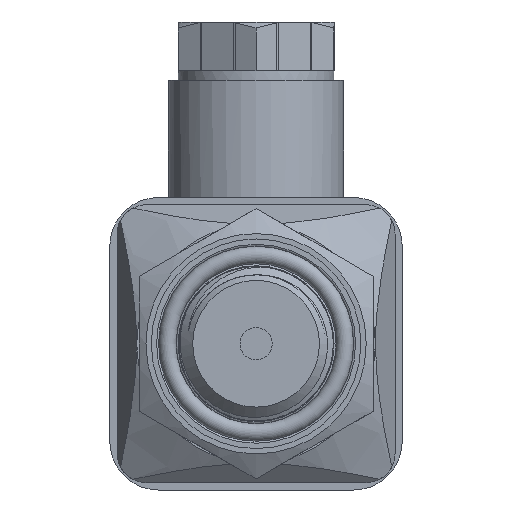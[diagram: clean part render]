
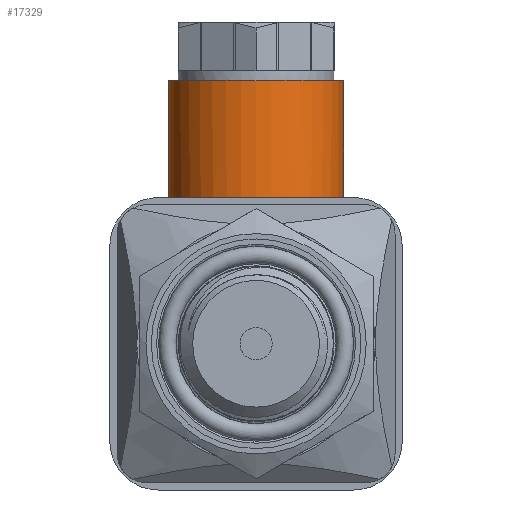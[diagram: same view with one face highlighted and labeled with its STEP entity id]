
A CAD part, left-side view. The second image highlights one B-rep face of the part: STEP entity #17329.
In plain terms, the highlighted cylindrical face has radius 9 mm (diameter 18 mm), a full revolution.
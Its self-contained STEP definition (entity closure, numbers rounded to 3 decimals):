
#1970=FACE_OUTER_BOUND('',#3031,.T.);
#3031=EDGE_LOOP('',(#16121,#16122,#16123,#16124,#16125,#16126,#16127));
#3411=CIRCLE('',#18464,9.);
#3412=CIRCLE('',#18465,9.);
#3437=CIRCLE('',#18546,9.);
#3977=B_SPLINE_CURVE_WITH_KNOTS('',3,(#47520,#47521,#47522,#47523,#47524,
#47525,#47526,#47527,#47528,#47529),.UNSPECIFIED.,.F.,.F.,(4,2,1,1,1,1,
4),(-0.002,0.,0.204,0.408,0.611,
0.815,1.019),.UNSPECIFIED.);
#3978=B_SPLINE_CURVE_WITH_KNOTS('',3,(#47598,#47599,#47600,#47601,#47602,
#47603,#47604,#47605,#47606,#47607,#47608,#47609),.UNSPECIFIED.,.F.,.F.,
(4,1,1,1,1,1,1,2,4),(0.,0.204,0.306,
0.408,0.509,0.611,0.815,
1.019,1.02),.UNSPECIFIED.);
#5491=LINE('',#47937,#7022);
#7022=VECTOR('',#22271,9.);
#8319=VERTEX_POINT('',#45001);
#8580=VERTEX_POINT('',#47518);
#8581=VERTEX_POINT('',#47531);
#8583=VERTEX_POINT('',#47535);
#8674=VERTEX_POINT('',#47935);
#11016=EDGE_CURVE('',#8319,#8580,#3977,.T.);
#11019=EDGE_CURVE('',#8580,#8583,#3411,.T.);
#11020=EDGE_CURVE('',#8583,#8581,#3412,.T.);
#11021=EDGE_CURVE('',#8581,#8319,#3978,.T.);
#11166=EDGE_CURVE('',#8674,#8674,#3437,.T.);
#11167=EDGE_CURVE('',#8674,#8583,#5491,.T.);
#16121=ORIENTED_EDGE('',*,*,#11166,.F.);
#16122=ORIENTED_EDGE('',*,*,#11167,.T.);
#16123=ORIENTED_EDGE('',*,*,#11019,.F.);
#16124=ORIENTED_EDGE('',*,*,#11016,.F.);
#16125=ORIENTED_EDGE('',*,*,#11021,.F.);
#16126=ORIENTED_EDGE('',*,*,#11020,.F.);
#16127=ORIENTED_EDGE('',*,*,#11167,.F.);
#16388=CYLINDRICAL_SURFACE('',#18545,9.);
#17329=ADVANCED_FACE('',(#1970),#16388,.T.);
#18464=AXIS2_PLACEMENT_3D('',#47536,#21998,#21999);
#18465=AXIS2_PLACEMENT_3D('',#47537,#22000,#22001);
#18545=AXIS2_PLACEMENT_3D('',#47934,#22267,#22268);
#18546=AXIS2_PLACEMENT_3D('',#47936,#22269,#22270);
#21998=DIRECTION('center_axis',(0.,0.,-1.));
#21999=DIRECTION('ref_axis',(1.,0.,0.));
#22000=DIRECTION('center_axis',(0.,0.,-1.));
#22001=DIRECTION('ref_axis',(1.,0.,0.));
#22267=DIRECTION('center_axis',(0.,0.,1.));
#22268=DIRECTION('ref_axis',(-1.,0.,0.));
#22269=DIRECTION('center_axis',(0.,0.,1.));
#22270=DIRECTION('ref_axis',(-1.,0.,0.));
#22271=DIRECTION('',(0.,0.,-1.));
#45001=CARTESIAN_POINT('',(-28.,0.,10.5));
#47518=CARTESIAN_POINT('',(-24.4,7.2,14.5));
#47520=CARTESIAN_POINT('Ctrl Pts',(-28.,0.,10.5));
#47521=CARTESIAN_POINT('Ctrl Pts',(-28.,0.004,10.503));
#47522=CARTESIAN_POINT('Ctrl Pts',(-28.,0.008,
10.505));
#47523=CARTESIAN_POINT('Ctrl Pts',(-27.999,0.528,
10.871));
#47524=CARTESIAN_POINT('Ctrl Pts',(-27.909,1.565,11.599));
#47525=CARTESIAN_POINT('Ctrl Pts',(-27.501,3.098,12.639));
#47526=CARTESIAN_POINT('Ctrl Pts',(-26.801,4.592,13.566));
#47527=CARTESIAN_POINT('Ctrl Pts',(-25.787,6.,14.28));
#47528=CARTESIAN_POINT('Ctrl Pts',(-24.889,6.833,14.5));
#47529=CARTESIAN_POINT('Ctrl Pts',(-24.4,7.2,14.5));
#47531=CARTESIAN_POINT('',(-24.4,-7.2,14.5));
#47535=CARTESIAN_POINT('',(-10.,0.,14.5));
#47536=CARTESIAN_POINT('Origin',(-19.,0.,14.5));
#47537=CARTESIAN_POINT('Origin',(-19.,0.,14.5));
#47598=CARTESIAN_POINT('Ctrl Pts',(-24.4,-7.2,14.5));
#47599=CARTESIAN_POINT('Ctrl Pts',(-24.889,-6.833,
14.5));
#47600=CARTESIAN_POINT('Ctrl Pts',(-25.563,-6.207,
14.335));
#47601=CARTESIAN_POINT('Ctrl Pts',(-26.294,-5.296,
13.923));
#47602=CARTESIAN_POINT('Ctrl Pts',(-26.763,-4.579,
13.539));
#47603=CARTESIAN_POINT('Ctrl Pts',(-27.15,-3.846,
13.104));
#47604=CARTESIAN_POINT('Ctrl Pts',(-27.569,-2.842,
12.466));
#47605=CARTESIAN_POINT('Ctrl Pts',(-27.909,-1.565,
11.6));
#47606=CARTESIAN_POINT('Ctrl Pts',(-27.999,-0.528,
10.871));
#47607=CARTESIAN_POINT('Ctrl Pts',(-28.,-0.008,
10.505));
#47608=CARTESIAN_POINT('Ctrl Pts',(-28.,-0.004,10.503));
#47609=CARTESIAN_POINT('Ctrl Pts',(-28.,0.,10.5));
#47934=CARTESIAN_POINT('Origin',(-19.,0.,13.5));
#47935=CARTESIAN_POINT('',(-10.,0.,27.));
#47936=CARTESIAN_POINT('Origin',(-19.,0.,27.));
#47937=CARTESIAN_POINT('',(-10.,0.,13.5));
